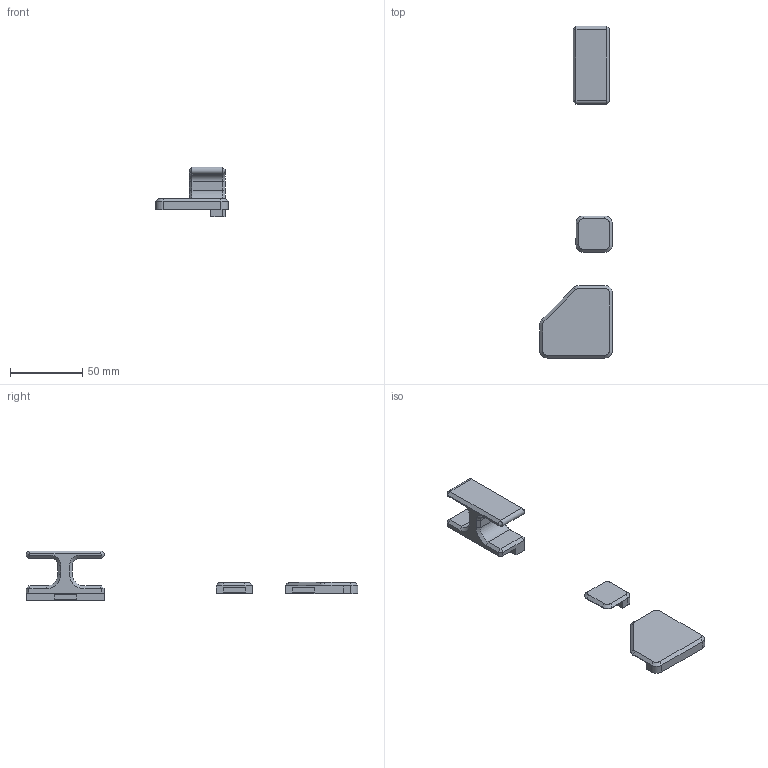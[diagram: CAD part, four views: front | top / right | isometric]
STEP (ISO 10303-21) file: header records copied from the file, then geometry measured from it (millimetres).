
FILE_DESCRIPTION(/* description */ (''),/* implementation_level */ '2;1');
FILE_NAME(/* name */ 'Magnet Mounts v3.step',/* time_stamp */ '2020-02-16T18:20:34-06:00',/* author */ (''),/* organization */ (''),/* preprocessor_version */ 'ST-DEVELOPER v18',/* originating_system */ 'Autodesk Translation Framework v8.12.0.6',/* authorisation */ '');
FILE_SCHEMA (('AUTOMOTIVE_DESIGN { 1 0 10303 214 3 1 1 }'));
Length unit declared in the file: millimetre
Products named in the file (3): Magnet Mounts; Corner_Magnet_Panel_V2 v1; Magnet Panel Handle
Assembly tree (2 placements, depth 2):
  Magnet Mounts
    Corner_Magnet_Panel_V2 v1
    Magnet Panel Handle
Bounding box: 50 x 229.14 x 34.5 mm (x, y, z)
Volume: 32198.4 mm3; surface area: 15960 mm2
Topology: 3 solids, 3 shells, 121 faces, 283 edges, 172 vertices
Faces by surface type: plane 85, cone 21, cylinder 15
Entity records: 3459 total; most frequent: DIRECTION 586, CARTESIAN_POINT 581, ORIENTED_EDGE 566, EDGE_CURVE 283, LINE 232, VECTOR 232, AXIS2_PLACEMENT_3D 177, VERTEX_POINT 172
